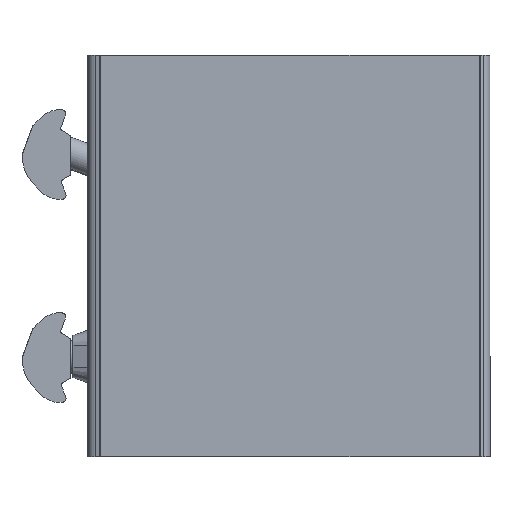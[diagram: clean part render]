
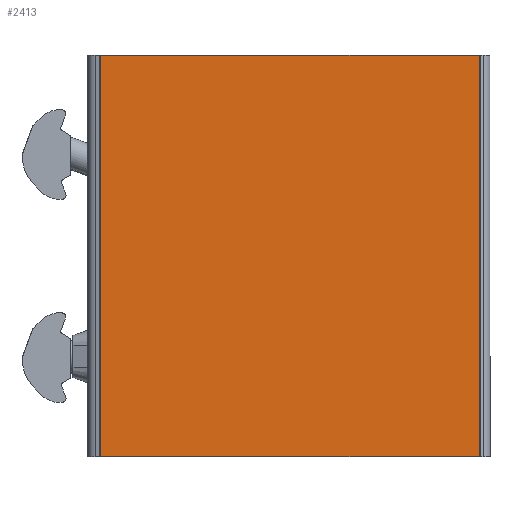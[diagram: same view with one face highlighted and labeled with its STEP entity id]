
A CAD part, front view. The second image highlights one B-rep face of the part: STEP entity #2413.
In plain terms, the highlighted planar face has unit normal (0, -1, 0).
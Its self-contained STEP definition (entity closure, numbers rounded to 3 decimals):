
#20 = VERTEX_POINT ( 'NONE', #2080 ) ;
#88 = AXIS2_PLACEMENT_3D ( 'NONE', #4784, #7196, #1740 ) ;
#330 = CARTESIAN_POINT ( 'NONE',  ( 2.543, 0., 0. ) ) ;
#468 = VERTEX_POINT ( 'NONE', #6257 ) ;
#1203 = CARTESIAN_POINT ( 'NONE',  ( 0., 0., 0. ) ) ;
#1262 = ORIENTED_EDGE ( 'NONE', *, *, #3925, .T. ) ;
#1740 = DIRECTION ( 'NONE',  ( 0., 0., 1. ) ) ;
#1807 = DIRECTION ( 'NONE',  ( 1., 0., 0. ) ) ;
#1913 = ORIENTED_EDGE ( 'NONE', *, *, #5370, .F. ) ;
#1948 = DIRECTION ( 'NONE',  ( 1., 0., 0. ) ) ;
#2076 = LINE ( 'NONE', #330, #3367 ) ;
#2080 = CARTESIAN_POINT ( 'NONE',  ( 2.543, 0., 0. ) ) ;
#2399 = LINE ( 'NONE', #1203, #2513 ) ;
#2413 = ADVANCED_FACE ( 'NONE', ( #2940 ), #5380, .F. ) ;
#2443 = CARTESIAN_POINT ( 'NONE',  ( 77.124, 0., 0. ) ) ;
#2513 = VECTOR ( 'NONE', #1807, 1000. ) ;
#2766 = ORIENTED_EDGE ( 'NONE', *, *, #4782, .T. ) ;
#2940 = FACE_OUTER_BOUND ( 'NONE', #6505, .T. ) ;
#3367 = VECTOR ( 'NONE', #5187, 1000. ) ;
#3609 = LINE ( 'NONE', #2443, #4696 ) ;
#3643 = DIRECTION ( 'NONE',  ( 0., 0., 1. ) ) ;
#3834 = LINE ( 'NONE', #5672, #7111 ) ;
#3925 = EDGE_CURVE ( 'NONE', #4352, #468, #3609, .T. ) ;
#4039 = VERTEX_POINT ( 'NONE', #5091 ) ;
#4281 = CARTESIAN_POINT ( 'NONE',  ( 77.124, 0., -79. ) ) ;
#4352 = VERTEX_POINT ( 'NONE', #4281 ) ;
#4696 = VECTOR ( 'NONE', #3643, 1000. ) ;
#4782 = EDGE_CURVE ( 'NONE', #4039, #4352, #3834, .T. ) ;
#4784 = CARTESIAN_POINT ( 'NONE',  ( 0., 0., 0. ) ) ;
#5087 = ORIENTED_EDGE ( 'NONE', *, *, #7599, .T. ) ;
#5091 = CARTESIAN_POINT ( 'NONE',  ( 2.543, 0., -79. ) ) ;
#5187 = DIRECTION ( 'NONE',  ( 0., 0., -1. ) ) ;
#5370 = EDGE_CURVE ( 'NONE', #20, #468, #2399, .T. ) ;
#5380 = PLANE ( 'NONE',  #88 ) ;
#5672 = CARTESIAN_POINT ( 'NONE',  ( 0., 0., -79. ) ) ;
#6257 = CARTESIAN_POINT ( 'NONE',  ( 77.124, 0., 0. ) ) ;
#6505 = EDGE_LOOP ( 'NONE', ( #5087, #2766, #1262, #1913 ) ) ;
#7111 = VECTOR ( 'NONE', #1948, 1000. ) ;
#7196 = DIRECTION ( 'NONE',  ( 0., 1., 0. ) ) ;
#7599 = EDGE_CURVE ( 'NONE', #20, #4039, #2076, .T. ) ;
